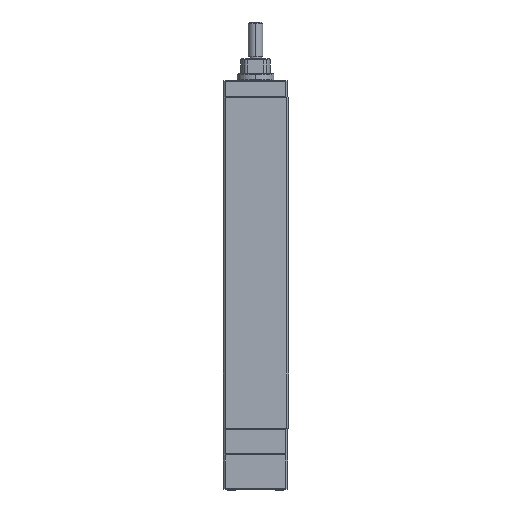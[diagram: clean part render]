
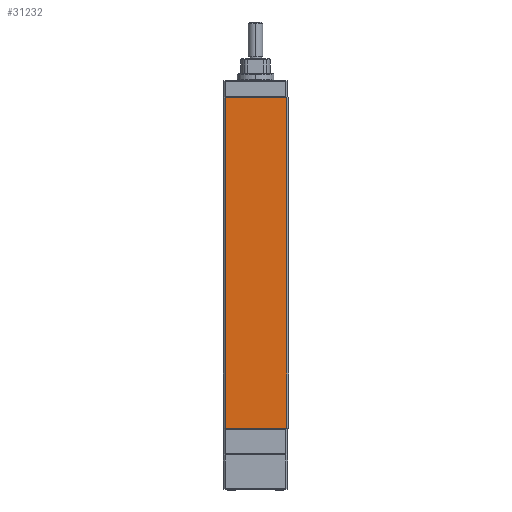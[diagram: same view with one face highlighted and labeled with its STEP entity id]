
A CAD part, left-side view. The second image highlights one B-rep face of the part: STEP entity #31232.
In plain terms, the highlighted planar face has unit normal (-1, 0, 0).
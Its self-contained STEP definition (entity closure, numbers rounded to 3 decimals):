
#191 = VERTEX_POINT ( 'NONE', #26005 ) ;
#1324 = EDGE_CURVE ( 'NONE', #40741, #35741, #23398, .T. ) ;
#1547 = DIRECTION ( 'NONE',  ( 0., 0., -1. ) ) ;
#1737 = AXIS2_PLACEMENT_3D ( 'NONE', #26582, #3065, #14842 ) ;
#1800 = CARTESIAN_POINT ( 'NONE',  ( -17.5, 16.5, 90. ) ) ;
#3065 = DIRECTION ( 'NONE',  ( 1., 0., 0. ) ) ;
#3090 = VECTOR ( 'NONE', #18823, 1000. ) ;
#6660 = PLANE ( 'NONE',  #1737 ) ;
#8439 = CARTESIAN_POINT ( 'NONE',  ( -17.5, -17., 90. ) ) ;
#8689 = DIRECTION ( 'NONE',  ( 0., 1., 0. ) ) ;
#11597 = EDGE_LOOP ( 'NONE', ( #31997, #24271, #18847, #41288 ) ) ;
#12572 = CARTESIAN_POINT ( 'NONE',  ( -17.5, 16.5, -89.7 ) ) ;
#14517 = CARTESIAN_POINT ( 'NONE',  ( -17.5, -17., -89.7 ) ) ;
#14842 = DIRECTION ( 'NONE',  ( 0., 1., 0. ) ) ;
#16076 = VECTOR ( 'NONE', #8689, 1000. ) ;
#16809 = VERTEX_POINT ( 'NONE', #28179 ) ;
#18823 = DIRECTION ( 'NONE',  ( 0., -1., 0. ) ) ;
#18847 = ORIENTED_EDGE ( 'NONE', *, *, #47677, .T. ) ;
#19953 = LINE ( 'NONE', #8439, #24203 ) ;
#20494 = LINE ( 'NONE', #1800, #40711 ) ;
#22008 = FACE_OUTER_BOUND ( 'NONE', #11597, .T. ) ;
#23398 = LINE ( 'NONE', #46681, #3090 ) ;
#24203 = VECTOR ( 'NONE', #39600, 1000. ) ;
#24271 = ORIENTED_EDGE ( 'NONE', *, *, #1324, .T. ) ;
#26005 = CARTESIAN_POINT ( 'NONE',  ( -17.5, 16.5, 89.7 ) ) ;
#26582 = CARTESIAN_POINT ( 'NONE',  ( -17.5, 17.5, 90. ) ) ;
#28179 = CARTESIAN_POINT ( 'NONE',  ( -17.5, -17., 89.7 ) ) ;
#29166 = EDGE_CURVE ( 'NONE', #191, #40741, #20494, .T. ) ;
#31232 = ADVANCED_FACE ( 'NONE', ( #22008 ), #6660, .F. ) ;
#31997 = ORIENTED_EDGE ( 'NONE', *, *, #29166, .T. ) ;
#35741 = VERTEX_POINT ( 'NONE', #14517 ) ;
#36039 = CARTESIAN_POINT ( 'NONE',  ( -17.5, 16.5, 89.7 ) ) ;
#39600 = DIRECTION ( 'NONE',  ( 0., 0., 1. ) ) ;
#40711 = VECTOR ( 'NONE', #1547, 1000. ) ;
#40741 = VERTEX_POINT ( 'NONE', #12572 ) ;
#41288 = ORIENTED_EDGE ( 'NONE', *, *, #49481, .T. ) ;
#46681 = CARTESIAN_POINT ( 'NONE',  ( -17.5, 17.5, -89.7 ) ) ;
#47677 = EDGE_CURVE ( 'NONE', #35741, #16809, #19953, .T. ) ;
#48586 = LINE ( 'NONE', #36039, #16076 ) ;
#49481 = EDGE_CURVE ( 'NONE', #16809, #191, #48586, .T. ) ;
